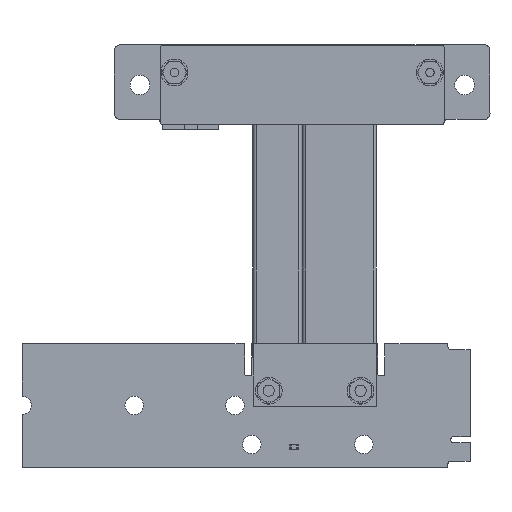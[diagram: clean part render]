
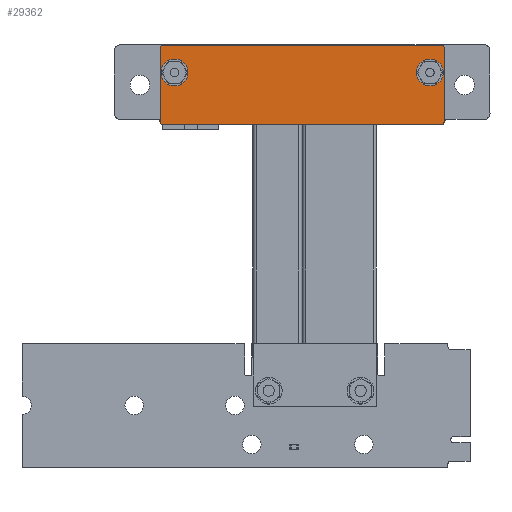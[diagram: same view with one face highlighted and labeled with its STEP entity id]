
A CAD part, top view. The second image highlights one B-rep face of the part: STEP entity #29362.
In plain terms, the highlighted face is planar.
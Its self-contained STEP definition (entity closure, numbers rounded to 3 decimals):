
#26827 = VERTEX_POINT('',#26828);
#26828 = CARTESIAN_POINT('',(0.,0.5,-1.));
#26836 = VERTEX_POINT('',#26837);
#26837 = CARTESIAN_POINT('',(0.,13.73,-1.));
#26843 = EDGE_CURVE('',#26836,#26827,#26844,.T.);
#26844 = LINE('',#26845,#26846);
#26845 = CARTESIAN_POINT('',(0.,14.23,-1.));
#26846 = VECTOR('',#26847,1.);
#26847 = DIRECTION('',(0.,-1.,0.));
#26857 = EDGE_CURVE('',#26858,#26860,#26862,.T.);
#26858 = VERTEX_POINT('',#26859);
#26859 = CARTESIAN_POINT('',(-50.197,14.23,-1.));
#26860 = VERTEX_POINT('',#26861);
#26861 = CARTESIAN_POINT('',(-0.5,14.23,-1.));
#26862 = LINE('',#26863,#26864);
#26863 = CARTESIAN_POINT('',(0.,14.23,-1.));
#26864 = VECTOR('',#26865,1.);
#26865 = DIRECTION('',(1.,0.,0.));
#26888 = EDGE_CURVE('',#26889,#26891,#26893,.T.);
#26889 = VERTEX_POINT('',#26890);
#26890 = CARTESIAN_POINT('',(-50.697,0.5,-1.));
#26891 = VERTEX_POINT('',#26892);
#26892 = CARTESIAN_POINT('',(-50.697,13.73,-1.));
#26893 = LINE('',#26894,#26895);
#26894 = CARTESIAN_POINT('',(-50.697,14.23,-1.));
#26895 = VECTOR('',#26896,1.);
#26896 = DIRECTION('',(0.,1.,0.));
#26936 = VERTEX_POINT('',#26937);
#26937 = CARTESIAN_POINT('',(-0.5,0.,-1.));
#26943 = EDGE_CURVE('',#26936,#26944,#26946,.T.);
#26944 = VERTEX_POINT('',#26945);
#26945 = CARTESIAN_POINT('',(-50.197,0.,-1.));
#26946 = LINE('',#26947,#26948);
#26947 = CARTESIAN_POINT('',(-50.697,0.,-1.));
#26948 = VECTOR('',#26949,1.);
#26949 = DIRECTION('',(-1.,0.,0.));
#29362 = ADVANCED_FACE('',(#29363,#29374,#29385),#29419,.T.);
#29363 = FACE_BOUND('',#29364,.T.);
#29364 = EDGE_LOOP('',(#29365));
#29365 = ORIENTED_EDGE('',*,*,#29366,.F.);
#29366 = EDGE_CURVE('',#29367,#29367,#29369,.T.);
#29367 = VERTEX_POINT('',#29368);
#29368 = CARTESIAN_POINT('',(-50.549,9.325,-1.));
#29369 = CIRCLE('',#29370,2.4);
#29370 = AXIS2_PLACEMENT_3D('',#29371,#29372,#29373);
#29371 = CARTESIAN_POINT('',(-48.149,9.325,-1.));
#29372 = DIRECTION('',(0.,0.,-1.));
#29373 = DIRECTION('',(-1.,0.,0.));
#29374 = FACE_BOUND('',#29375,.T.);
#29375 = EDGE_LOOP('',(#29376));
#29376 = ORIENTED_EDGE('',*,*,#29377,.F.);
#29377 = EDGE_CURVE('',#29378,#29378,#29380,.T.);
#29378 = VERTEX_POINT('',#29379);
#29379 = CARTESIAN_POINT('',(-4.948,9.325,-1.));
#29380 = CIRCLE('',#29381,2.4);
#29381 = AXIS2_PLACEMENT_3D('',#29382,#29383,#29384);
#29382 = CARTESIAN_POINT('',(-2.548,9.325,-1.));
#29383 = DIRECTION('',(0.,0.,-1.));
#29384 = DIRECTION('',(-1.,0.,0.));
#29385 = FACE_BOUND('',#29386,.T.);
#29386 = EDGE_LOOP('',(#29387,#29388,#29395,#29396,#29403,#29404,#29411,
    #29412));
#29387 = ORIENTED_EDGE('',*,*,#26943,.T.);
#29388 = ORIENTED_EDGE('',*,*,#29389,.T.);
#29389 = EDGE_CURVE('',#26944,#26889,#29390,.T.);
#29390 = CIRCLE('',#29391,0.5);
#29391 = AXIS2_PLACEMENT_3D('',#29392,#29393,#29394);
#29392 = CARTESIAN_POINT('',(-50.197,0.5,-1.));
#29393 = DIRECTION('',(0.,0.,-1.));
#29394 = DIRECTION('',(-1.,0.,0.));
#29395 = ORIENTED_EDGE('',*,*,#26888,.T.);
#29396 = ORIENTED_EDGE('',*,*,#29397,.T.);
#29397 = EDGE_CURVE('',#26891,#26858,#29398,.T.);
#29398 = CIRCLE('',#29399,0.5);
#29399 = AXIS2_PLACEMENT_3D('',#29400,#29401,#29402);
#29400 = CARTESIAN_POINT('',(-50.197,13.73,-1.));
#29401 = DIRECTION('',(0.,0.,-1.));
#29402 = DIRECTION('',(-1.,0.,0.));
#29403 = ORIENTED_EDGE('',*,*,#26857,.T.);
#29404 = ORIENTED_EDGE('',*,*,#29405,.T.);
#29405 = EDGE_CURVE('',#26860,#26836,#29406,.T.);
#29406 = CIRCLE('',#29407,0.5);
#29407 = AXIS2_PLACEMENT_3D('',#29408,#29409,#29410);
#29408 = CARTESIAN_POINT('',(-0.5,13.73,-1.));
#29409 = DIRECTION('',(0.,0.,-1.));
#29410 = DIRECTION('',(-1.,0.,0.));
#29411 = ORIENTED_EDGE('',*,*,#26843,.T.);
#29412 = ORIENTED_EDGE('',*,*,#29413,.T.);
#29413 = EDGE_CURVE('',#26827,#26936,#29414,.T.);
#29414 = CIRCLE('',#29415,0.5);
#29415 = AXIS2_PLACEMENT_3D('',#29416,#29417,#29418);
#29416 = CARTESIAN_POINT('',(-0.5,0.5,-1.));
#29417 = DIRECTION('',(0.,0.,-1.));
#29418 = DIRECTION('',(-1.,0.,0.));
#29419 = PLANE('',#29420);
#29420 = AXIS2_PLACEMENT_3D('',#29421,#29422,#29423);
#29421 = CARTESIAN_POINT('',(0.,0.,-1.));
#29422 = DIRECTION('',(0.,0.,-1.));
#29423 = DIRECTION('',(-1.,0.,0.));
